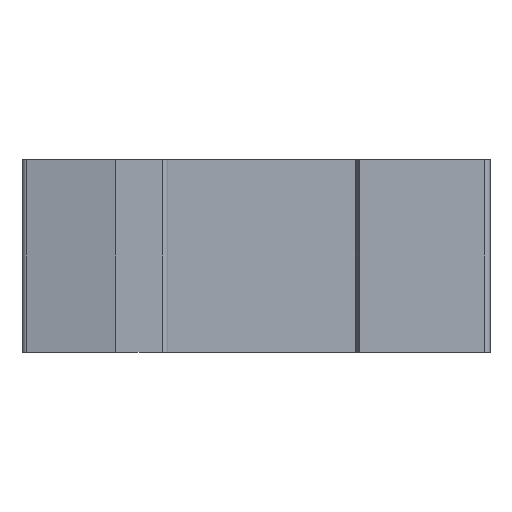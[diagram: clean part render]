
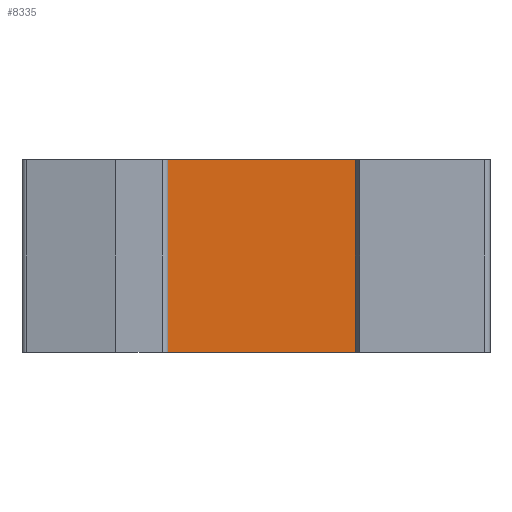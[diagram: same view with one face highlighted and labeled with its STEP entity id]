
A CAD part, front view. The second image highlights one B-rep face of the part: STEP entity #8335.
In plain terms, the highlighted planar face has unit normal (0, -1, 0).
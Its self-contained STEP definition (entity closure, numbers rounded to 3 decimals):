
#28 = CARTESIAN_POINT ( 'NONE',  ( -17.5, 0., 17.5 ) ) ;
#39 = DIRECTION ( 'NONE',  ( 0., 0., -1. ) ) ;
#40 = VECTOR ( 'NONE', #39, 1000. ) ;
#41 = CARTESIAN_POINT ( 'NONE',  ( -17.5, 0., -17.5 ) ) ;
#42 = LINE ( 'NONE', #41, #40 ) ;
#59 = CARTESIAN_POINT ( 'NONE',  ( -17.5, 0., -17.5 ) ) ;
#844 = CARTESIAN_POINT ( 'NONE',  ( 18., 0., -17.5 ) ) ;
#3180 = LINE ( 'NONE', #3243, #3242 ) ;
#3241 = DIRECTION ( 'NONE',  ( 1., 0., 0. ) ) ;
#3242 = VECTOR ( 'NONE', #3241, 1000. ) ;
#3243 = CARTESIAN_POINT ( 'NONE',  ( 18., 0., -17.5 ) ) ;
#4933 = DIRECTION ( 'NONE',  ( 0., 0., -1. ) ) ;
#4934 = DIRECTION ( 'NONE',  ( 0., -1., 0. ) ) ;
#4935 = CARTESIAN_POINT ( 'NONE',  ( 18., 0., -17.5 ) ) ;
#4936 = AXIS2_PLACEMENT_3D ( 'NONE', #4935, #4934, #4933 ) ;
#4937 = LINE ( 'NONE', #4984, #4983 ) ;
#4938 = PLANE ( 'NONE',  #4936 ) ;
#4939 = FACE_OUTER_BOUND ( 'NONE', #8336, .T. ) ;
#4940 = DIRECTION ( 'NONE',  ( 0., 0., -1. ) ) ;
#4941 = VECTOR ( 'NONE', #4940, 1000. ) ;
#4942 = CARTESIAN_POINT ( 'NONE',  ( 18., 0., -17.5 ) ) ;
#4943 = LINE ( 'NONE', #4942, #4941 ) ;
#4981 = CARTESIAN_POINT ( 'NONE',  ( 18., 0., 17.5 ) ) ;
#4982 = DIRECTION ( 'NONE',  ( 1., 0., 0. ) ) ;
#4983 = VECTOR ( 'NONE', #4982, 1000. ) ;
#4984 = CARTESIAN_POINT ( 'NONE',  ( 0.332, 0., 17.5 ) ) ;
#5425 = VERTEX_POINT ( 'NONE', #28 ) ;
#5444 = VERTEX_POINT ( 'NONE', #59 ) ;
#5452 = EDGE_CURVE ( 'NONE', #5425, #5444, #42, .T. ) ;
#5947 = VERTEX_POINT ( 'NONE', #844 ) ;
#7357 = EDGE_CURVE ( 'NONE', #5444, #5947, #3180, .T. ) ;
#8333 = ORIENTED_EDGE ( 'NONE', *, *, #8334, .F. ) ;
#8334 = EDGE_CURVE ( 'NONE', #8339, #5947, #4943, .T. ) ;
#8335 = ADVANCED_FACE ( 'NONE', ( #4939 ), #4938, .T. ) ;
#8336 = EDGE_LOOP ( 'NONE', ( #8337, #8404, #8405, #8333 ) ) ;
#8337 = ORIENTED_EDGE ( 'NONE', *, *, #8338, .F. ) ;
#8338 = EDGE_CURVE ( 'NONE', #5425, #8339, #4937, .T. ) ;
#8339 = VERTEX_POINT ( 'NONE', #4981 ) ;
#8404 = ORIENTED_EDGE ( 'NONE', *, *, #5452, .T. ) ;
#8405 = ORIENTED_EDGE ( 'NONE', *, *, #7357, .T. ) ;
